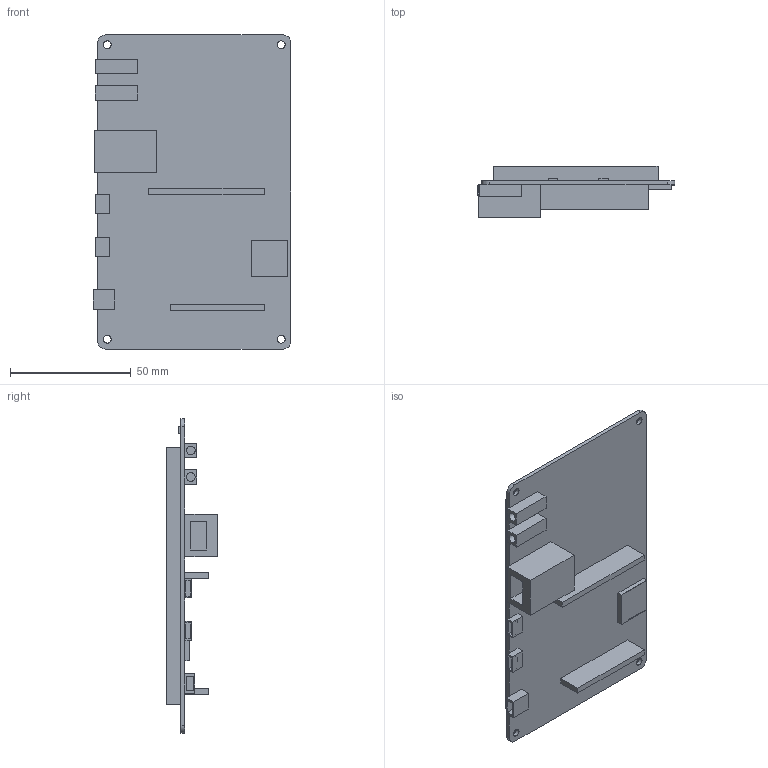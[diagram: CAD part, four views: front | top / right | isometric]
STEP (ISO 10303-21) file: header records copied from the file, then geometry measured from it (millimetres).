
FILE_DESCRIPTION(/* description */ (''),/* implementation_level */ '2;1');
FILE_NAME(/* name */ 'STM32F746G-Disco.stp',/* time_stamp */ '2019-04-25T14:35:35+02:00',/* author */ ('dimercur'),/* organization */ (''),/* preprocessor_version */ 'ST-DEVELOPER v17',/* originating_system */ 'Autodesk Inventor 2019',/* authorisation */ '');
FILE_SCHEMA (('AUTOMOTIVE_DESIGN { 1 0 10303 214 3 1 1 }'));
Length unit declared in the file: millimetre
Products named in the file (1): STM32F746G-Disco
Bounding box: 81.9 x 21.2 x 130 mm (x, y, z)
Volume: 68839.7 mm3; surface area: 28657.6 mm2
Topology: 1 solids, 1 shells, 108 faces, 270 edges, 176 vertices
Faces by surface type: plane 98, cylinder 10
Full cylindrical faces by diameter (mm): 3.2 x4, 3.6 x2
Entity records: 3354 total; most frequent: CARTESIAN_POINT 555, ORIENTED_EDGE 540, DIRECTION 508, EDGE_CURVE 270, LINE 250, VECTOR 250, VERTEX_POINT 176, AXIS2_PLACEMENT_3D 129
